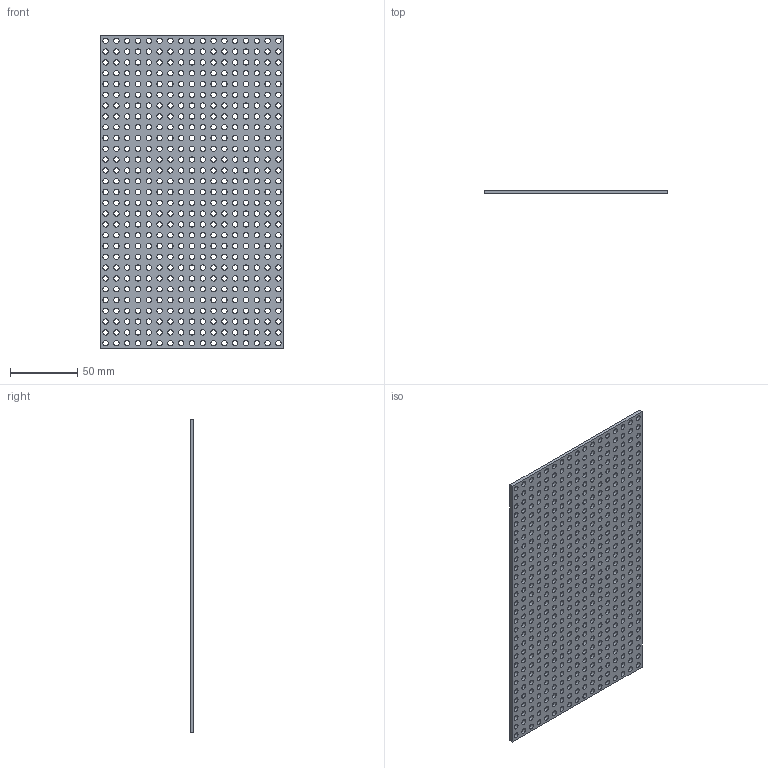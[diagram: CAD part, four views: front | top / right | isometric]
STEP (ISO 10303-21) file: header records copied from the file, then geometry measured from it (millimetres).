
FILE_DESCRIPTION( ( '' ), ' ' );
FILE_NAME( '5a2ac64872ac810ef6302d14.step', '2017-12-08T17:05:12', ( '' ), ( '' ), ' ', ' ', ' ' );
FILE_SCHEMA( ( 'AUTOMOTIVE_DESIGN { 1 0 10303 214 1 1 1 1 }' ) );
Length unit declared in the file: metre
Products named in the file (1): 1116-0232-0136
Bounding box: 136 x 2.5 x 232 mm (x, y, z)
Volume: 63391.9 mm3; surface area: 68041.6 mm2
Topology: 1 solids, 1 shells, 499 faces, 1491 edges, 994 vertices
Faces by surface type: cylinder 493, plane 6
Full cylindrical faces by diameter (mm): 4 x493
Entity records: 20926 total; most frequent: DIRECTION 2984, CARTESIAN_POINT 2492, ORIENTED_EDGE 1996, EDGE_LOOP 1978, AXIS2_PLACEMENT_3D 1486, EDGE_CURVE 998, VERTEX_POINT 994, FACE_OUTER_BOUND 992
